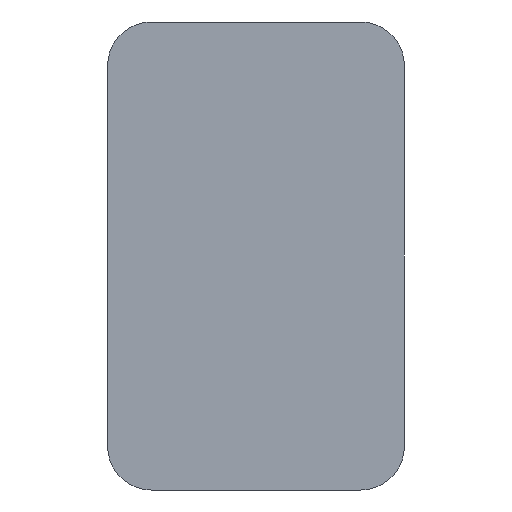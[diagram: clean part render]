
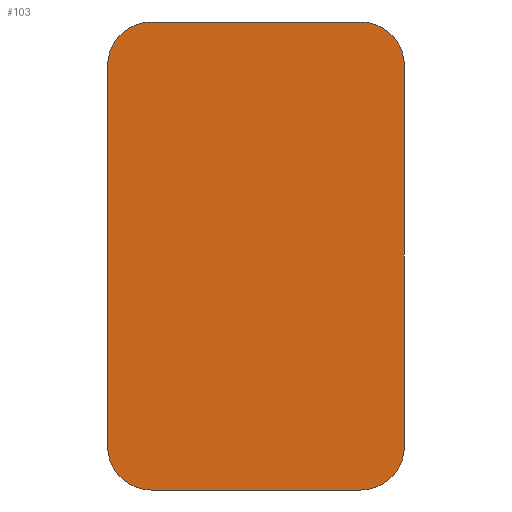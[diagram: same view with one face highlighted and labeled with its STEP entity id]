
A CAD part, front view. The second image highlights one B-rep face of the part: STEP entity #103.
In plain terms, the highlighted planar face has unit normal (0, -1, 0).
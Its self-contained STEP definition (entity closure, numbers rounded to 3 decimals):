
#103=ADVANCED_FACE('',(#255),#257,.F.);
#255=FACE_BOUND('',#256,.T.);
#256=EDGE_LOOP('',(#366,#367,#368,#369,#370,#371,#372,#373));
#257=PLANE('',#258);
#258=AXIS2_PLACEMENT_3D('',#259,#260,#261);
#259=CARTESIAN_POINT('',(0.,0.,0.));
#260=DIRECTION('',(0.,1.,0.));
#261=DIRECTION('',(0.,0.,-1.));
#366=ORIENTED_EDGE('',*,*,#438,.F.);
#367=ORIENTED_EDGE('',*,*,#428,.F.);
#368=ORIENTED_EDGE('',*,*,#439,.F.);
#369=ORIENTED_EDGE('',*,*,#424,.F.);
#370=ORIENTED_EDGE('',*,*,#440,.F.);
#371=ORIENTED_EDGE('',*,*,#420,.F.);
#372=ORIENTED_EDGE('',*,*,#441,.F.);
#373=ORIENTED_EDGE('',*,*,#432,.F.);
#420=EDGE_CURVE('',#457,#459,#460,.T.);
#424=EDGE_CURVE('',#465,#467,#468,.T.);
#428=EDGE_CURVE('',#473,#475,#476,.T.);
#432=EDGE_CURVE('',#481,#483,#484,.T.);
#438=EDGE_CURVE('',#475,#481,#494,.F.);
#439=EDGE_CURVE('',#467,#473,#495,.F.);
#440=EDGE_CURVE('',#459,#465,#496,.F.);
#441=EDGE_CURVE('',#483,#457,#497,.F.);
#457=VERTEX_POINT('',#515);
#459=VERTEX_POINT('',#519);
#460=LINE('',#520,#521);
#465=VERTEX_POINT('',#531);
#467=VERTEX_POINT('',#535);
#468=LINE('',#536,#537);
#473=VERTEX_POINT('',#547);
#475=VERTEX_POINT('',#551);
#476=LINE('',#552,#553);
#481=VERTEX_POINT('',#563);
#483=VERTEX_POINT('',#567);
#484=LINE('',#568,#569);
#494=CIRCLE('',#590,3.);
#495=CIRCLE('',#594,3.);
#496=CIRCLE('',#598,3.);
#497=CIRCLE('',#602,3.);
#515=CARTESIAN_POINT('',(-3.,0.,-32.));
#519=CARTESIAN_POINT('',(-17.3,0.,-32.));
#520=CARTESIAN_POINT('',(-3.,0.,-32.));
#521=VECTOR('',#522,1.);
#522=DIRECTION('',(-1.,0.,0.));
#531=CARTESIAN_POINT('',(-20.3,0.,-29.));
#535=CARTESIAN_POINT('',(-20.3,0.,-3.));
#536=CARTESIAN_POINT('',(-20.3,0.,-29.));
#537=VECTOR('',#538,1.);
#538=DIRECTION('',(0.,0.,1.));
#547=CARTESIAN_POINT('',(-17.3,0.,0.));
#551=CARTESIAN_POINT('',(-3.,0.,0.));
#552=CARTESIAN_POINT('',(-17.3,0.,0.));
#553=VECTOR('',#554,1.);
#554=DIRECTION('',(1.,0.,0.));
#563=CARTESIAN_POINT('',(0.,0.,-3.));
#567=CARTESIAN_POINT('',(0.,0.,-29.));
#568=CARTESIAN_POINT('',(0.,0.,-3.));
#569=VECTOR('',#570,1.);
#570=DIRECTION('',(0.,0.,-1.));
#590=AXIS2_PLACEMENT_3D('',#591,#592,#593);
#591=CARTESIAN_POINT('',(-3.,0.,-3.));
#592=DIRECTION('',(0.,-1.,0.));
#593=DIRECTION('',(1.,0.,0.));
#594=AXIS2_PLACEMENT_3D('',#595,#596,#597);
#595=CARTESIAN_POINT('',(-17.3,0.,-3.));
#596=DIRECTION('',(0.,-1.,0.));
#597=DIRECTION('',(0.,0.,1.));
#598=AXIS2_PLACEMENT_3D('',#599,#600,#601);
#599=CARTESIAN_POINT('',(-17.3,0.,-29.));
#600=DIRECTION('',(0.,-1.,0.));
#601=DIRECTION('',(-1.,0.,0.));
#602=AXIS2_PLACEMENT_3D('',#603,#604,#605);
#603=CARTESIAN_POINT('',(-3.,0.,-29.));
#604=DIRECTION('',(0.,-1.,0.));
#605=DIRECTION('',(0.,0.,-1.));
